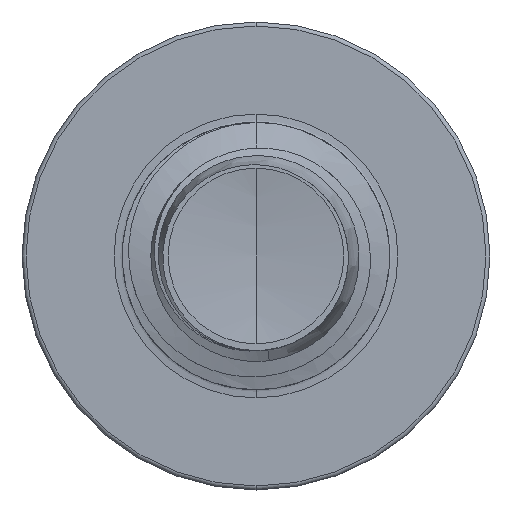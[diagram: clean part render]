
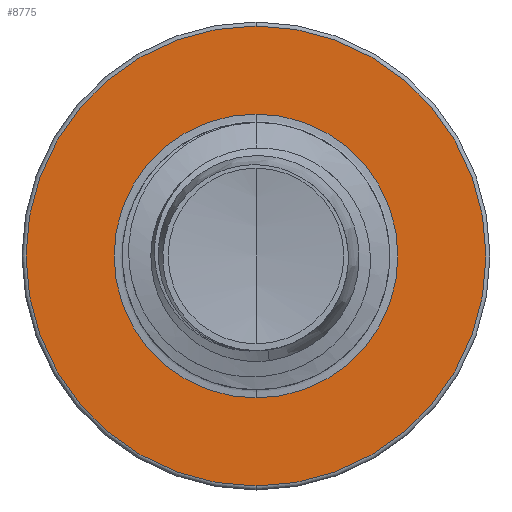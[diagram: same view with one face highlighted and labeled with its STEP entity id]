
A CAD part, front view. The second image highlights one B-rep face of the part: STEP entity #8775.
In plain terms, the highlighted planar face has unit normal (0, -1, 0).
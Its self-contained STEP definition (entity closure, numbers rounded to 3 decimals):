
#138 = VERTEX_POINT ( 'NONE', #25145 ) ;
#286 = AXIS2_PLACEMENT_3D ( 'NONE', #9900, #9856, #9819 ) ;
#724 = CIRCLE ( 'NONE', #2964, 3.186 ) ;
#987 = VERTEX_POINT ( 'NONE', #21812 ) ;
#2596 = ORIENTED_EDGE ( 'NONE', *, *, #25597, .F. ) ;
#2805 = DIRECTION ( 'NONE',  ( 0., 0., 1. ) ) ;
#2816 = DIRECTION ( 'NONE',  ( 0., 1., 0. ) ) ;
#2964 = AXIS2_PLACEMENT_3D ( 'NONE', #11189, #11158, #11116 ) ;
#3348 = CARTESIAN_POINT ( 'NONE',  ( 0., 15., -3.186 ) ) ;
#3364 = VERTEX_POINT ( 'NONE', #6948 ) ;
#4080 = PLANE ( 'NONE',  #24223 ) ;
#4196 = CARTESIAN_POINT ( 'NONE',  ( 0., 15., -5.16 ) ) ;
#5881 = CIRCLE ( 'NONE', #6110, 3.186 ) ;
#6027 = DIRECTION ( 'NONE',  ( 0., 0., 1. ) ) ;
#6068 = DIRECTION ( 'NONE',  ( 0., 1., 0. ) ) ;
#6074 = CARTESIAN_POINT ( 'NONE',  ( 0., 15., 0. ) ) ;
#6110 = AXIS2_PLACEMENT_3D ( 'NONE', #6074, #6068, #6027 ) ;
#6819 = DIRECTION ( 'NONE',  ( 0., 1., 0. ) ) ;
#6948 = CARTESIAN_POINT ( 'NONE',  ( 0., 15., 3.186 ) ) ;
#8083 = CIRCLE ( 'NONE', #286, 5.16 ) ;
#8775 = ADVANCED_FACE ( 'NONE', ( #10533, #25817 ), #4080, .F. ) ;
#9819 = DIRECTION ( 'NONE',  ( 0., 0., 1. ) ) ;
#9856 = DIRECTION ( 'NONE',  ( 0., 1., 0. ) ) ;
#9900 = CARTESIAN_POINT ( 'NONE',  ( 0., 15., 0. ) ) ;
#10533 = FACE_OUTER_BOUND ( 'NONE', #15868, .T. ) ;
#11116 = DIRECTION ( 'NONE',  ( 0., 0., 1. ) ) ;
#11158 = DIRECTION ( 'NONE',  ( 0., 1., 0. ) ) ;
#11189 = CARTESIAN_POINT ( 'NONE',  ( 0., 15., 0. ) ) ;
#14570 = EDGE_LOOP ( 'NONE', ( #17973, #18993 ) ) ;
#15868 = EDGE_LOOP ( 'NONE', ( #2596, #20407 ) ) ;
#15941 = VERTEX_POINT ( 'NONE', #4196 ) ;
#17973 = ORIENTED_EDGE ( 'NONE', *, *, #22082, .T. ) ;
#18993 = ORIENTED_EDGE ( 'NONE', *, *, #20069, .T. ) ;
#20069 = EDGE_CURVE ( 'NONE', #138, #3364, #5881, .T. ) ;
#20407 = ORIENTED_EDGE ( 'NONE', *, *, #23431, .F. ) ;
#21614 = CARTESIAN_POINT ( 'NONE',  ( 0., 15., 0. ) ) ;
#21812 = CARTESIAN_POINT ( 'NONE',  ( 0., 15., 5.16 ) ) ;
#22082 = EDGE_CURVE ( 'NONE', #3364, #138, #724, .T. ) ;
#23013 = DIRECTION ( 'NONE',  ( 0., 0., 1. ) ) ;
#23178 = CIRCLE ( 'NONE', #26326, 5.16 ) ;
#23431 = EDGE_CURVE ( 'NONE', #15941, #987, #8083, .T. ) ;
#24223 = AXIS2_PLACEMENT_3D ( 'NONE', #3348, #2816, #2805 ) ;
#25145 = CARTESIAN_POINT ( 'NONE',  ( 0., 15., -3.186 ) ) ;
#25597 = EDGE_CURVE ( 'NONE', #987, #15941, #23178, .T. ) ;
#25817 = FACE_BOUND ( 'NONE', #14570, .T. ) ;
#26326 = AXIS2_PLACEMENT_3D ( 'NONE', #21614, #6819, #23013 ) ;
